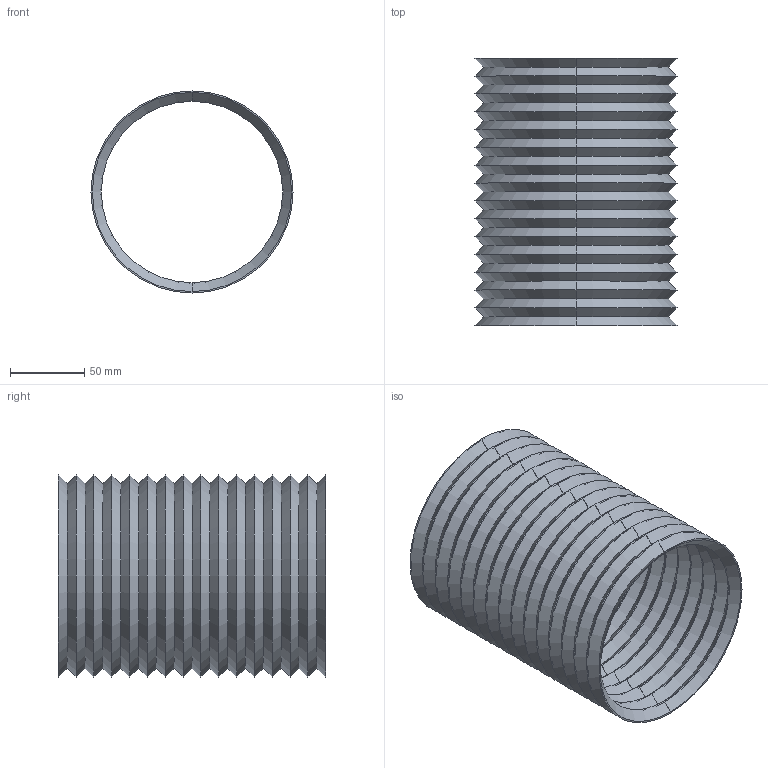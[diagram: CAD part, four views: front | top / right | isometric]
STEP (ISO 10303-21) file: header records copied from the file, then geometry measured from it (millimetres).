
FILE_DESCRIPTION (( 'STEP AP214' ), '1' );
FILE_NAME ('Bellow_soft_filament.STEP', '2020-03-23T20:21:17', ( '' ), ( '' ), 'SwSTEP 2.0', 'SolidWorks 2018', '' );
FILE_SCHEMA (( 'AUTOMOTIVE_DESIGN' ));
Length unit declared in the file: millimetre
Products named in the file (1): Bellow_soft_filament
Bounding box: 136 x 180 x 136 mm (x, y, z)
Volume: 72220.2 mm3; surface area: 207183.3 mm2
Topology: 1 solids, 1 shells, 122 faces, 244 edges, 124 vertices
Faces by surface type: cone 120, plane 2
Entity records: 3102 total; most frequent: DIRECTION 614, CARTESIAN_POINT 491, ORIENTED_EDGE 488, AXIS2_PLACEMENT_3D 247, EDGE_CURVE 244, VERTEX_POINT 124, CIRCLE 124, EDGE_LOOP 124
